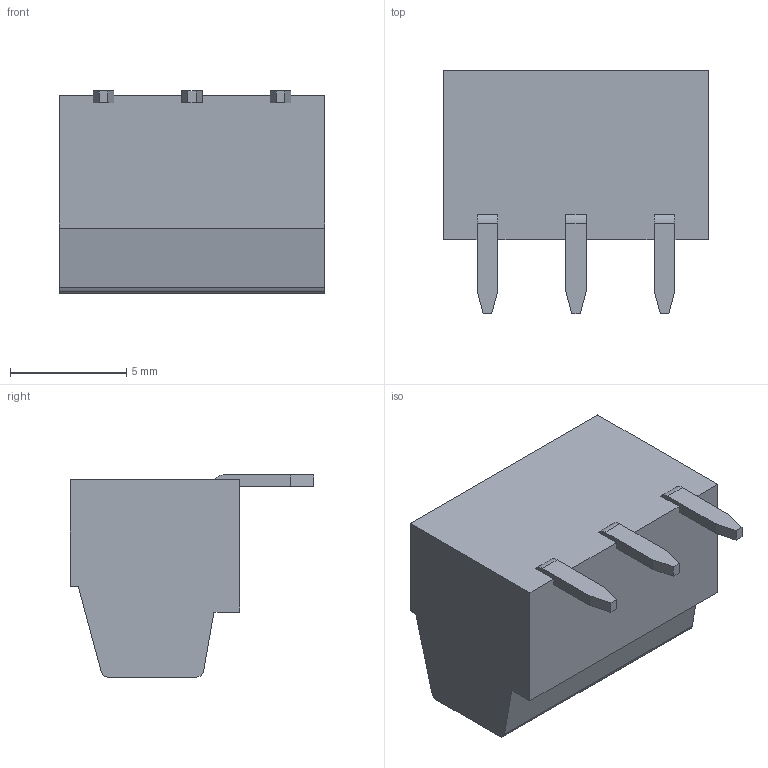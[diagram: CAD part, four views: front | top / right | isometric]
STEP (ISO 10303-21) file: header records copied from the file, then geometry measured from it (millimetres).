
FILE_DESCRIPTION( ( 'STEP AP214' ), '1' );
FILE_NAME( ' ', ' ', ( ' ' ), ( ' ' ), 'PSStep 11.0', 'VISI 17.0', ' ' );
FILE_SCHEMA( ( 'AUTOMOTIVE_DESIGN { 1 0 10303 214 1 1 1 1 }' ) );
Length unit declared in the file: millimetre
Products named in the file (1): 1
Bounding box: 11.43 x 10.5 x 8.7 mm (x, y, z)
Volume: 539.4 mm3; surface area: 711.7 mm2
Topology: 1 solids, 1 shells, 108 faces, 273 edges, 179 vertices
Faces by surface type: plane 85, cylinder 17, torus 3, cone 3
Full cylindrical faces by diameter (mm): 2 x3, 2.1 x3, 2.8 x3, 3 x3
Entity records: 3921 total; most frequent: CARTESIAN_POINT 525, DIRECTION 510, ORIENTED_EDGE 492, EDGE_CURVE 246, LINE 200, VECTOR 200, VERTEX_POINT 170, AXIS2_PLACEMENT_3D 155
